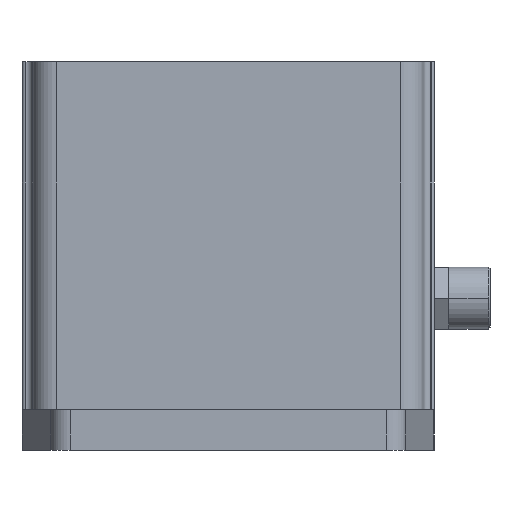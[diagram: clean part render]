
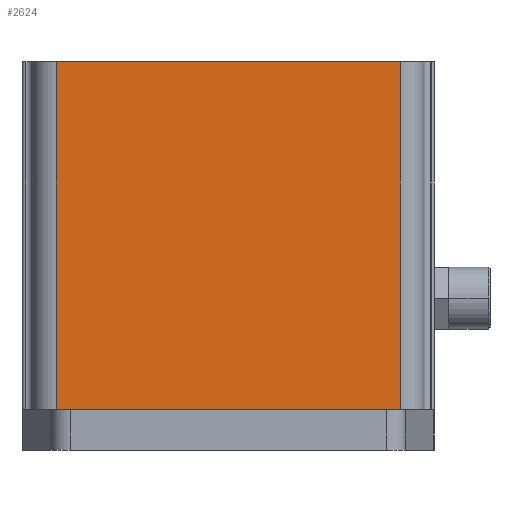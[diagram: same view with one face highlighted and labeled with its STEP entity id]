
A CAD part, left-side view. The second image highlights one B-rep face of the part: STEP entity #2624.
In plain terms, the highlighted planar face has unit normal (-1, 0, 0).
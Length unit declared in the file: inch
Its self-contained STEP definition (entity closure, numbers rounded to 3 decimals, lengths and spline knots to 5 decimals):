
#509=DIRECTION('',(0.,-1.,0.));
#510=VECTOR('',#509,2.16);
#511=CARTESIAN_POINT('',(-2.365,1.08,0.256));
#512=LINE('',#511,#510);
#699=DIRECTION('',(0.,0.,1.));
#700=VECTOR('',#699,2.185);
#701=CARTESIAN_POINT('',(-2.365,-1.08,0.256));
#702=LINE('',#701,#700);
#703=DIRECTION('',(0.,0.,1.));
#704=VECTOR('',#703,2.185);
#705=CARTESIAN_POINT('',(-2.365,1.08,0.256));
#706=LINE('',#705,#704);
#732=DIRECTION('',(0.,-1.,0.));
#733=VECTOR('',#732,2.16);
#734=CARTESIAN_POINT('',(-2.365,1.08,2.441));
#735=LINE('',#734,#733);
#1735=CARTESIAN_POINT('',(-2.365,-1.08,2.441));
#1737=VERTEX_POINT('',#1735);
#1781=CARTESIAN_POINT('',(-2.365,1.08,2.441));
#1782=VERTEX_POINT('',#1781);
#1783=CARTESIAN_POINT('',(-2.365,-1.08,0.256));
#1785=VERTEX_POINT('',#1783);
#1829=CARTESIAN_POINT('',(-2.365,1.08,0.256));
#1830=VERTEX_POINT('',#1829);
#2611=CARTESIAN_POINT('',(-2.365,1.08,0.256));
#2612=DIRECTION('',(-1.,0.,0.));
#2613=DIRECTION('',(0.,-1.,0.));
#2614=AXIS2_PLACEMENT_3D('',#2611,#2612,#2613);
#2615=PLANE('',#2614);
#2616=ORIENTED_EDGE('',*,*,#2172,.F.);
#2618=ORIENTED_EDGE('',*,*,#2617,.T.);
#2620=ORIENTED_EDGE('',*,*,#2619,.T.);
#2621=ORIENTED_EDGE('',*,*,#2602,.F.);
#2622=EDGE_LOOP('',(#2616,#2618,#2620,#2621));
#2623=FACE_OUTER_BOUND('',#2622,.F.);
#2172=EDGE_CURVE('',#1830,#1785,#512,.T.);
#2602=EDGE_CURVE('',#1785,#1737,#702,.T.);
#2617=EDGE_CURVE('',#1830,#1782,#706,.T.);
#2619=EDGE_CURVE('',#1782,#1737,#735,.T.);
#2624=ADVANCED_FACE('',(#2623),#2615,.T.);
